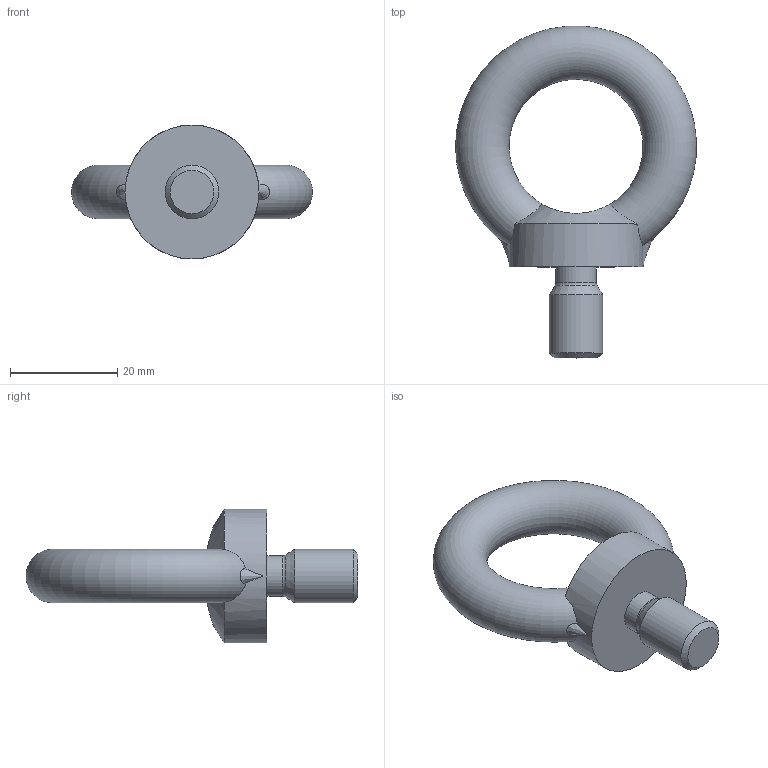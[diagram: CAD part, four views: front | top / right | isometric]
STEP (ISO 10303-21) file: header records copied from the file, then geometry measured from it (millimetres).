
FILE_DESCRIPTION( ( 'STEP AP214' ), '1' );
FILE_NAME( 'K0767.110__Edelstahl_.stp', '2020-12-10T08:56:38', ( '' ), ( '' ), ' ', 'PARTsolutions', ' ' );
FILE_SCHEMA( ( 'AUTOMOTIVE_DESIGN { 1 0 10303 214 1 1 1 1 }' ) );
Length unit declared in the file: millimetre
Products named in the file (1): _K0767.110_(Edelstahl)
Bounding box: 44.98 x 61.98 x 25 mm (x, y, z)
Volume: 12868 mm3; surface area: 4815.1 mm2
Topology: 1 solids, 1 shells, 14 faces, 32 edges, 18 vertices
Faces by surface type: cylinder 4, cone 4, bspline 2, torus 2, plane 2
Full cylindrical faces by diameter (mm): 7.6 x1, 10 x1, 25 x1
Entity records: 818 total; most frequent: CARTESIAN_POINT 436, ORIENTED_EDGE 48, DIRECTION 44, EDGE_CURVE 24, AXIS2_PLACEMENT_3D 22, EDGE_LOOP 21, FACE_OUTER_BOUND 18, VERTEX_POINT 18
